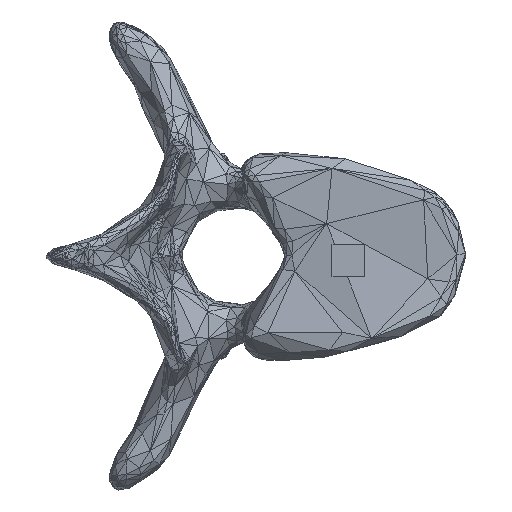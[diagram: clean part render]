
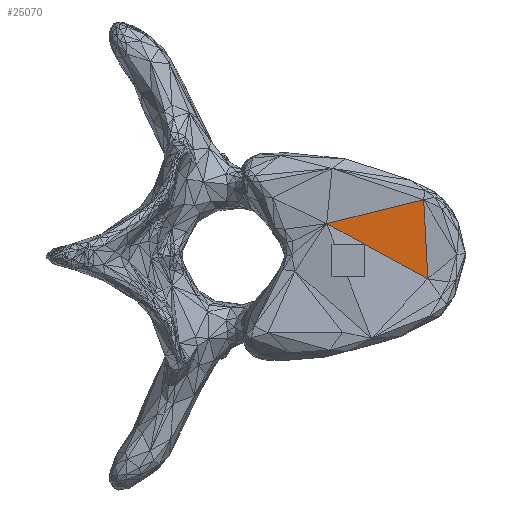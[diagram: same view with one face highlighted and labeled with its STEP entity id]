
A CAD part, left-side view. The second image highlights one B-rep face of the part: STEP entity #25070.
In plain terms, the highlighted planar face has unit normal (-0.997, -0.005, -0.077).
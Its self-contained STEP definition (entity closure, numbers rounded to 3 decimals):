
#22=FACE_OUTER_BOUND('',#2286,.T.);
#2286=EDGE_LOOP('',(#15993,#15994,#15995,#15996,#15997,#15998));
#4549=LINE('',#37571,#7969);
#4555=LINE('',#37583,#7975);
#4563=LINE('',#37598,#7983);
#4564=LINE('',#37601,#7984);
#4565=LINE('',#37603,#7985);
#4566=LINE('',#37604,#7986);
#7969=VECTOR('',#29617,10.);
#7975=VECTOR('',#29625,10.);
#7983=VECTOR('',#29641,17.597);
#7984=VECTOR('',#29644,17.597);
#7985=VECTOR('',#29645,12.106);
#7986=VECTOR('',#29646,15.248);
#11388=VERTEX_POINT('',#37568);
#11389=VERTEX_POINT('',#37570);
#11394=VERTEX_POINT('',#37582);
#11395=VERTEX_POINT('',#37590);
#11398=VERTEX_POINT('',#37600);
#11399=VERTEX_POINT('',#37602);
#12545=EDGE_CURVE('',#11389,#11388,#4549,.T.);
#12551=EDGE_CURVE('',#11394,#11389,#4555,.T.);
#12559=EDGE_CURVE('',#11394,#11395,#4563,.T.);
#12560=EDGE_CURVE('',#11398,#11388,#4564,.T.);
#12561=EDGE_CURVE('',#11398,#11399,#4565,.T.);
#12562=EDGE_CURVE('',#11395,#11399,#4566,.T.);
#15993=ORIENTED_EDGE('',*,*,#12551,.T.);
#15994=ORIENTED_EDGE('',*,*,#12545,.T.);
#15995=ORIENTED_EDGE('',*,*,#12560,.F.);
#15996=ORIENTED_EDGE('',*,*,#12561,.T.);
#15997=ORIENTED_EDGE('',*,*,#12562,.F.);
#15998=ORIENTED_EDGE('',*,*,#12559,.F.);
#22806=PLANE('',#27348);
#25070=ADVANCED_FACE('',(#22),#22806,.F.);
#27348=AXIS2_PLACEMENT_3D('',#37599,#29642,#29643);
#29617=DIRECTION('',(0.077,0.,-0.997));
#29625=DIRECTION('',(0.005,-1.,0.));
#29641=DIRECTION('',(-0.041,0.878,0.478));
#29642=DIRECTION('center_axis',(0.997,0.005,0.077));
#29643=DIRECTION('ref_axis',(0.077,0.,-0.997));
#29644=DIRECTION('',(-0.041,0.878,0.478));
#29645=DIRECTION('',(-0.078,0.053,0.996));
#29646=DIRECTION('',(-0.014,-0.971,0.239));
#37568=CARTESIAN_POINT('',(1236.734,-49.809,2.474));
#37570=CARTESIAN_POINT('',(1236.732,-49.809,2.5));
#37571=CARTESIAN_POINT('',(1233.106,-49.809,49.153));
#37582=CARTESIAN_POINT('',(1236.732,-49.762,2.5));
#37583=CARTESIAN_POINT('',(1236.581,-19.33,2.5));
#37590=CARTESIAN_POINT('',(1236.46,-44.002,5.635));
#37598=CARTESIAN_POINT('',(1237.19,-59.445,-2.771));
#37599=CARTESIAN_POINT('Origin',(1229.223,6.099,95.542));
#37600=CARTESIAN_POINT('',(1237.19,-59.445,-2.771));
#37601=CARTESIAN_POINT('',(1237.19,-59.445,-2.771));
#37602=CARTESIAN_POINT('',(1236.25,-58.806,9.282));
#37603=CARTESIAN_POINT('',(1237.19,-59.445,-2.771));
#37604=CARTESIAN_POINT('',(1236.46,-44.002,5.635));
